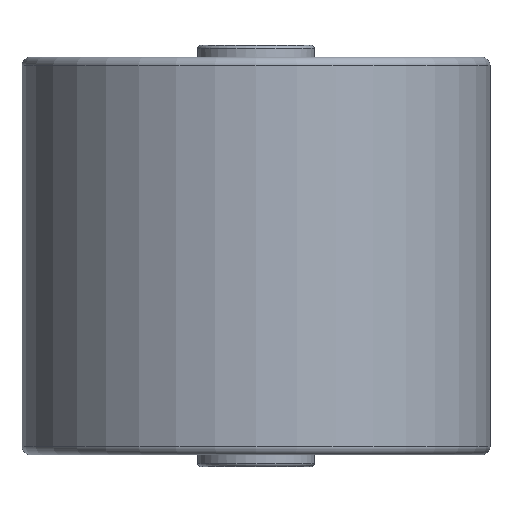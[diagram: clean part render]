
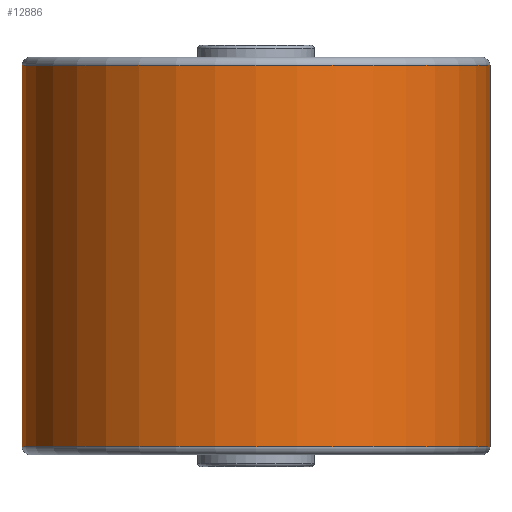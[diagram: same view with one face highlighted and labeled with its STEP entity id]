
A CAD part, front view. The second image highlights one B-rep face of the part: STEP entity #12886.
In plain terms, the highlighted cylindrical face has radius 14 mm (diameter 28 mm), a partial arc.
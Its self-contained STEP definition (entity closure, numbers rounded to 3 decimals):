
#198 = CIRCLE ( 'NONE', #5141, 14. ) ;
#218 = DIRECTION ( 'NONE',  ( -1., 0., 0. ) ) ;
#594 = DIRECTION ( 'NONE',  ( 0., 0., -1. ) ) ;
#1100 = VECTOR ( 'NONE', #2826, 1000. ) ;
#1319 = CARTESIAN_POINT ( 'NONE',  ( -14., 0., 11.4 ) ) ;
#1433 = ORIENTED_EDGE ( 'NONE', *, *, #8989, .F. ) ;
#1978 = CYLINDRICAL_SURFACE ( 'NONE', #4480, 14. ) ;
#2471 = CARTESIAN_POINT ( 'NONE',  ( 14., 0., -11.4 ) ) ;
#2826 = DIRECTION ( 'NONE',  ( 0., 0., -1. ) ) ;
#3478 = LINE ( 'NONE', #13140, #12212 ) ;
#4000 = CARTESIAN_POINT ( 'NONE',  ( 14., 0., 11.4 ) ) ;
#4480 = AXIS2_PLACEMENT_3D ( 'NONE', #8165, #11608, #218 ) ;
#4575 = CARTESIAN_POINT ( 'NONE',  ( 0., 0., -11.4 ) ) ;
#4815 = ORIENTED_EDGE ( 'NONE', *, *, #5173, .T. ) ;
#4978 = VERTEX_POINT ( 'NONE', #2471 ) ;
#5094 = DIRECTION ( 'NONE',  ( 0., 0., -1. ) ) ;
#5141 = AXIS2_PLACEMENT_3D ( 'NONE', #4575, #12549, #5739 ) ;
#5173 = EDGE_CURVE ( 'NONE', #13897, #9091, #7148, .T. ) ;
#5414 = CARTESIAN_POINT ( 'NONE',  ( -14., 0., -11.4 ) ) ;
#5739 = DIRECTION ( 'NONE',  ( 1., 0., 0. ) ) ;
#5998 = EDGE_CURVE ( 'NONE', #9091, #4978, #198, .T. ) ;
#6851 = EDGE_CURVE ( 'NONE', #14612, #13897, #9582, .T. ) ;
#7148 = LINE ( 'NONE', #9634, #1100 ) ;
#7797 = EDGE_LOOP ( 'NONE', ( #1433, #10498, #4815, #10884 ) ) ;
#8047 = FACE_OUTER_BOUND ( 'NONE', #7797, .T. ) ;
#8165 = CARTESIAN_POINT ( 'NONE',  ( 0., 0., 11.9 ) ) ;
#8989 = EDGE_CURVE ( 'NONE', #14612, #4978, #3478, .T. ) ;
#9091 = VERTEX_POINT ( 'NONE', #5414 ) ;
#9582 = CIRCLE ( 'NONE', #10380, 14. ) ;
#9634 = CARTESIAN_POINT ( 'NONE',  ( -14., 0., 11.9 ) ) ;
#10380 = AXIS2_PLACEMENT_3D ( 'NONE', #11924, #5094, #13073 ) ;
#10498 = ORIENTED_EDGE ( 'NONE', *, *, #6851, .T. ) ;
#10884 = ORIENTED_EDGE ( 'NONE', *, *, #5998, .T. ) ;
#11608 = DIRECTION ( 'NONE',  ( 0., 0., -1. ) ) ;
#11924 = CARTESIAN_POINT ( 'NONE',  ( 0., 0., 11.4 ) ) ;
#12212 = VECTOR ( 'NONE', #594, 1000. ) ;
#12549 = DIRECTION ( 'NONE',  ( 0., 0., 1. ) ) ;
#12886 = ADVANCED_FACE ( 'NONE', ( #8047 ), #1978, .T. ) ;
#13073 = DIRECTION ( 'NONE',  ( 1., 0., 0. ) ) ;
#13140 = CARTESIAN_POINT ( 'NONE',  ( 14., 0., 11.9 ) ) ;
#13897 = VERTEX_POINT ( 'NONE', #1319 ) ;
#14612 = VERTEX_POINT ( 'NONE', #4000 ) ;
